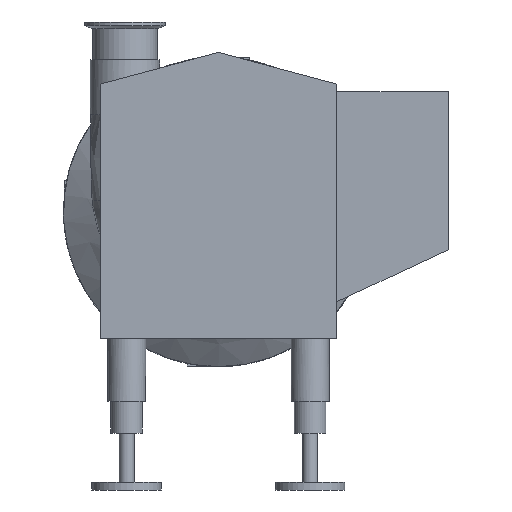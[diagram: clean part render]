
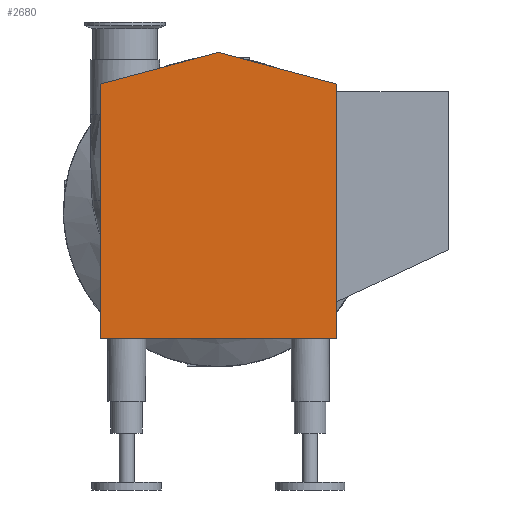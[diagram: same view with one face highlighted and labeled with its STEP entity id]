
A CAD part, left-side view. The second image highlights one B-rep face of the part: STEP entity #2680.
In plain terms, the highlighted planar face has unit normal (-1, 0, 0).
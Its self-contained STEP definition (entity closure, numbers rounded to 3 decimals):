
#350=FACE_OUTER_BOUND('',#522,.T.);
#522=EDGE_LOOP('',(#2294,#2295,#2296,#2297,#2298));
#744=LINE('',#4286,#994);
#788=LINE('',#4433,#1038);
#790=LINE('',#4437,#1040);
#792=LINE('',#4441,#1042);
#794=LINE('',#4444,#1044);
#994=VECTOR('',#3469,10.);
#1038=VECTOR('',#3631,10.);
#1040=VECTOR('',#3635,10.);
#1042=VECTOR('',#3639,10.);
#1044=VECTOR('',#3643,10.);
#1221=VERTEX_POINT('',#4283);
#1222=VERTEX_POINT('',#4285);
#1266=VERTEX_POINT('',#4432);
#1267=VERTEX_POINT('',#4436);
#1268=VERTEX_POINT('',#4440);
#1545=EDGE_CURVE('',#1221,#1222,#744,.T.);
#1614=EDGE_CURVE('',#1266,#1221,#788,.T.);
#1616=EDGE_CURVE('',#1222,#1267,#790,.T.);
#1618=EDGE_CURVE('',#1267,#1268,#792,.T.);
#1620=EDGE_CURVE('',#1268,#1266,#794,.T.);
#2294=ORIENTED_EDGE('',*,*,#1614,.F.);
#2295=ORIENTED_EDGE('',*,*,#1620,.F.);
#2296=ORIENTED_EDGE('',*,*,#1618,.F.);
#2297=ORIENTED_EDGE('',*,*,#1616,.F.);
#2298=ORIENTED_EDGE('',*,*,#1545,.F.);
#2548=PLANE('',#2943);
#2680=ADVANCED_FACE('',(#350),#2548,.F.);
#2943=AXIS2_PLACEMENT_3D('',#4445,#3644,#3645);
#3469=DIRECTION('',(0.,1.,0.));
#3631=DIRECTION('',(0.,0.,-1.));
#3635=DIRECTION('',(0.,0.,1.));
#3639=DIRECTION('',(0.,-0.966,0.259));
#3643=DIRECTION('',(0.,-0.966,-0.259));
#3644=DIRECTION('center_axis',(1.,0.,0.));
#3645=DIRECTION('ref_axis',(0.,0.,-1.));
#4283=CARTESIAN_POINT('',(-308.45,-93.5,-100.));
#4285=CARTESIAN_POINT('',(-308.45,93.5,-100.));
#4286=CARTESIAN_POINT('',(-308.45,-93.5,-100.));
#4432=CARTESIAN_POINT('',(-308.45,-93.5,100.947));
#4433=CARTESIAN_POINT('',(-308.45,-93.5,100.947));
#4436=CARTESIAN_POINT('',(-308.45,93.5,100.947));
#4437=CARTESIAN_POINT('',(-308.45,93.5,-100.));
#4440=CARTESIAN_POINT('',(-308.45,0.,126.));
#4441=CARTESIAN_POINT('',(-308.45,93.5,100.947));
#4444=CARTESIAN_POINT('',(-308.45,0.,126.));
#4445=CARTESIAN_POINT('Origin',(-308.45,0.,4.42));
